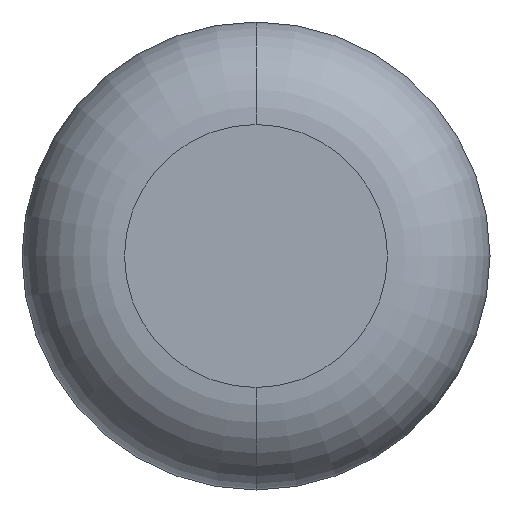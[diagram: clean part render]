
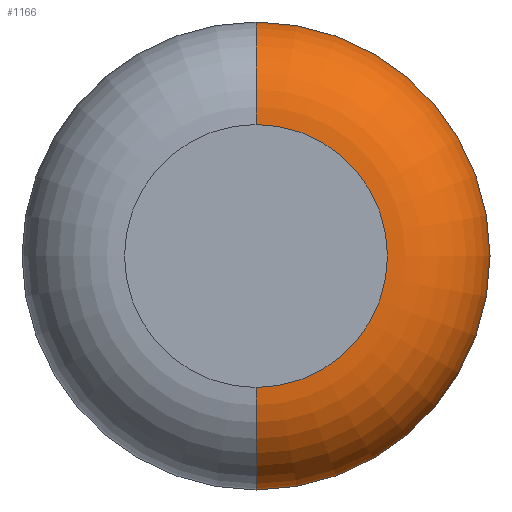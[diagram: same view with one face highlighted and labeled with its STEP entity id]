
A CAD part, front view. The second image highlights one B-rep face of the part: STEP entity #1166.
In plain terms, the highlighted toroidal (fillet/blend) face has major radius 0.385 mm and minor radius 0.3 mm.
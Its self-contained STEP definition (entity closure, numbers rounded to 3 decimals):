
#47 = EDGE_CURVE ( 'NONE', #113, #1712, #3045, .T. ) ;
#113 = VERTEX_POINT ( 'NONE', #1900 ) ;
#135 = EDGE_CURVE ( 'NONE', #1717, #1556, #2337, .T. ) ;
#275 = AXIS2_PLACEMENT_3D ( 'NONE', #2427, #1015, #2390 ) ;
#518 = AXIS2_PLACEMENT_3D ( 'NONE', #3002, #1911, #1606 ) ;
#524 = CARTESIAN_POINT ( 'NONE',  ( 0., -18.5, -0.385 ) ) ;
#767 = CARTESIAN_POINT ( 'NONE',  ( 0., -18.2, 0. ) ) ;
#878 = CARTESIAN_POINT ( 'NONE',  ( 0., -18.2, 0.385 ) ) ;
#908 = DIRECTION ( 'NONE',  ( 0., 0., 1. ) ) ;
#979 = AXIS2_PLACEMENT_3D ( 'NONE', #767, #1922, #1119 ) ;
#1015 = DIRECTION ( 'NONE',  ( 0., 1., 0. ) ) ;
#1065 = DIRECTION ( 'NONE',  ( 0., 0., 1. ) ) ;
#1119 = DIRECTION ( 'NONE',  ( 0., 0., 1. ) ) ;
#1126 = EDGE_CURVE ( 'Defeature ausgef�hrt1_2+Defeature ausgef�hrt1_3+Defeature ausgef�hrt1_3+Defeature ausgef�hrt1_3', #1717, #113, #2984, .T. ) ;
#1163 = DIRECTION ( 'NONE',  ( -1., 0., 0. ) ) ;
#1166 = ADVANCED_FACE ( 'Defeature ausgef�hrt1_3', ( #1406 ), #2636, .T. ) ;
#1324 = ORIENTED_EDGE ( 'NONE', *, *, #2254, .F. ) ;
#1370 = DIRECTION ( 'NONE',  ( 0., -1., 0. ) ) ;
#1406 = FACE_OUTER_BOUND ( 'NONE', #2173, .T. ) ;
#1556 = VERTEX_POINT ( 'NONE', #2388 ) ;
#1606 = DIRECTION ( 'NONE',  ( 0., 0., -1. ) ) ;
#1712 = VERTEX_POINT ( 'NONE', #2753 ) ;
#1717 = VERTEX_POINT ( 'NONE', #524 ) ;
#1900 = CARTESIAN_POINT ( 'NONE',  ( 0., -18.5, 0.385 ) ) ;
#1911 = DIRECTION ( 'NONE',  ( 1., 0., 0. ) ) ;
#1922 = DIRECTION ( 'NONE',  ( 0., 1., 0. ) ) ;
#2059 = ORIENTED_EDGE ( 'NONE', *, *, #1126, .F. ) ;
#2173 = EDGE_LOOP ( 'NONE', ( #2059, #2767, #1324, #3024 ) ) ;
#2254 = EDGE_CURVE ( 'Defeature ausgef�hrt1_1+Defeature ausgef�hrt1_3+Defeature ausgef�hrt1_3+Defeature ausgef�hrt1_3', #1712, #1556, #2728, .T. ) ;
#2337 = CIRCLE ( 'NONE', #518, 0.3 ) ;
#2388 = CARTESIAN_POINT ( 'NONE',  ( 0., -18.2, -0.685 ) ) ;
#2390 = DIRECTION ( 'NONE',  ( 0., 0., 1. ) ) ;
#2427 = CARTESIAN_POINT ( 'NONE',  ( 0., -18.2, 0. ) ) ;
#2636 = TOROIDAL_SURFACE ( 'NONE', #979, 0.385, 0.3 ) ;
#2728 = CIRCLE ( 'NONE', #275, 0.685 ) ;
#2749 = CARTESIAN_POINT ( 'NONE',  ( 0., -18.5, 0. ) ) ;
#2753 = CARTESIAN_POINT ( 'NONE',  ( 0., -18.2, 0.685 ) ) ;
#2759 = AXIS2_PLACEMENT_3D ( 'NONE', #878, #1163, #908 ) ;
#2767 = ORIENTED_EDGE ( 'NONE', *, *, #135, .T. ) ;
#2984 = CIRCLE ( 'NONE', #3125, 0.385 ) ;
#3002 = CARTESIAN_POINT ( 'NONE',  ( 0., -18.2, -0.385 ) ) ;
#3024 = ORIENTED_EDGE ( 'NONE', *, *, #47, .F. ) ;
#3045 = CIRCLE ( 'NONE', #2759, 0.3 ) ;
#3125 = AXIS2_PLACEMENT_3D ( 'NONE', #2749, #1370, #1065 ) ;
